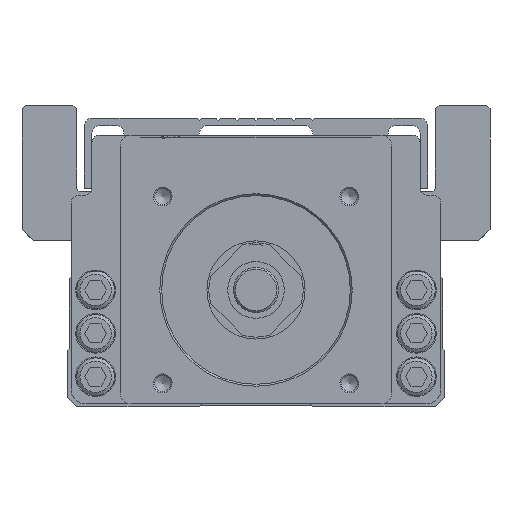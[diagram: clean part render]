
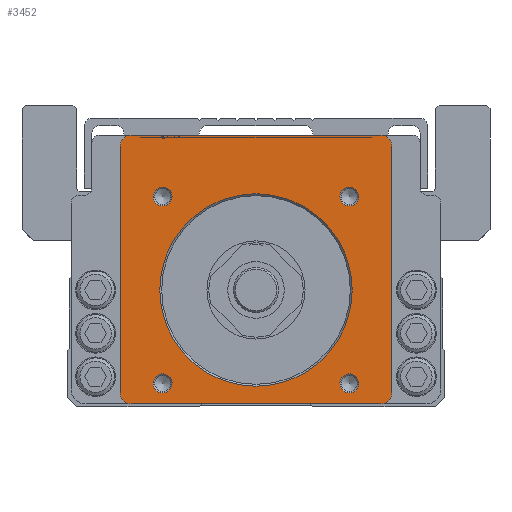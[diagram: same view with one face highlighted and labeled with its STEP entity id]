
A CAD part, front view. The second image highlights one B-rep face of the part: STEP entity #3452.
In plain terms, the highlighted planar face has unit normal (0, -1, 0).
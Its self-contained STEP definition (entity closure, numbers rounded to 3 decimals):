
#1332=FACE_BOUND('',#7135,.T.);
#1333=FACE_BOUND('',#7136,.T.);
#1334=FACE_BOUND('',#7137,.T.);
#1335=FACE_BOUND('',#7138,.T.);
#1336=FACE_BOUND('',#7139,.T.);
#1337=FACE_BOUND('',#7140,.T.);
#2077=CIRCLE('',#25601,25.5);
#2178=CIRCLE('',#25998,3.);
#2180=CIRCLE('',#26001,3.);
#2208=CIRCLE('',#26058,2.5);
#2211=CIRCLE('',#26064,2.5);
#2214=CIRCLE('',#26070,2.5);
#2217=CIRCLE('',#26076,2.5);
#2220=CIRCLE('',#26083,3.);
#2221=CIRCLE('',#26084,3.);
#3452=ADVANCED_FACE('',(#1332,#1333,#1334,#1335,#1336,#1337),#4573,.T.);
#4573=PLANE('',#26085);
#7135=EDGE_LOOP('',(#12459));
#7136=EDGE_LOOP('',(#12460));
#7137=EDGE_LOOP('',(#12461));
#7138=EDGE_LOOP('',(#12462));
#7139=EDGE_LOOP('',(#12463));
#7140=EDGE_LOOP('',(#12464,#12465,#12466,#12467,#12468,#12469,#12470,#12471));
#12459=ORIENTED_EDGE('',*,*,#18162,.T.);
#12460=ORIENTED_EDGE('',*,*,#18985,.T.);
#12461=ORIENTED_EDGE('',*,*,#18988,.T.);
#12462=ORIENTED_EDGE('',*,*,#18991,.T.);
#12463=ORIENTED_EDGE('',*,*,#18994,.T.);
#12464=ORIENTED_EDGE('',*,*,#18997,.T.);
#12465=ORIENTED_EDGE('',*,*,#18895,.T.);
#12466=ORIENTED_EDGE('',*,*,#18998,.T.);
#12467=ORIENTED_EDGE('',*,*,#18999,.T.);
#12468=ORIENTED_EDGE('',*,*,#19000,.T.);
#12469=ORIENTED_EDGE('',*,*,#19001,.T.);
#12470=ORIENTED_EDGE('',*,*,#19002,.T.);
#12471=ORIENTED_EDGE('',*,*,#18891,.T.);
#15397=VERTEX_POINT('',#37330);
#15901=VERTEX_POINT('',#39440);
#15902=VERTEX_POINT('',#39442);
#15905=VERTEX_POINT('',#39449);
#15906=VERTEX_POINT('',#39451);
#15978=VERTEX_POINT('',#39703);
#15982=VERTEX_POINT('',#39713);
#15986=VERTEX_POINT('',#39723);
#15990=VERTEX_POINT('',#39733);
#15994=VERTEX_POINT('',#39745);
#15995=VERTEX_POINT('',#39747);
#15996=VERTEX_POINT('',#39749);
#15997=VERTEX_POINT('',#39751);
#18162=EDGE_CURVE('',#15397,#15397,#2077,.T.);
#18891=EDGE_CURVE('',#15902,#15901,#2178,.T.);
#18895=EDGE_CURVE('',#15906,#15905,#2180,.T.);
#18985=EDGE_CURVE('',#15978,#15978,#2208,.T.);
#18988=EDGE_CURVE('',#15982,#15982,#2211,.T.);
#18991=EDGE_CURVE('',#15986,#15986,#2214,.T.);
#18994=EDGE_CURVE('',#15990,#15990,#2217,.T.);
#18997=EDGE_CURVE('',#15901,#15906,#21625,.T.);
#18998=EDGE_CURVE('',#15905,#15994,#21626,.T.);
#18999=EDGE_CURVE('',#15994,#15995,#2220,.T.);
#19000=EDGE_CURVE('',#15995,#15996,#21627,.T.);
#19001=EDGE_CURVE('',#15996,#15997,#2221,.T.);
#19002=EDGE_CURVE('',#15997,#15902,#21628,.T.);
#21625=LINE('',#39743,#24030);
#21626=LINE('',#39744,#24031);
#21627=LINE('',#39748,#24032);
#21628=LINE('',#39752,#24033);
#24030=VECTOR('',#31675,1.);
#24031=VECTOR('',#31676,1.);
#24032=VECTOR('',#31679,1.);
#24033=VECTOR('',#31682,1.);
#25601=AXIS2_PLACEMENT_3D('',#37329,#30054,#30055);
#25998=AXIS2_PLACEMENT_3D('',#39441,#31452,#31453);
#26001=AXIS2_PLACEMENT_3D('',#39450,#31460,#31461);
#26058=AXIS2_PLACEMENT_3D('',#39702,#31625,#31626);
#26064=AXIS2_PLACEMENT_3D('',#39712,#31637,#31638);
#26070=AXIS2_PLACEMENT_3D('',#39722,#31649,#31650);
#26076=AXIS2_PLACEMENT_3D('',#39732,#31661,#31662);
#26083=AXIS2_PLACEMENT_3D('',#39746,#31677,#31678);
#26084=AXIS2_PLACEMENT_3D('',#39750,#31680,#31681);
#26085=AXIS2_PLACEMENT_3D('',#39753,#31683,#31684);
#30054=DIRECTION('',(0.,1.,0.));
#30055=DIRECTION('',(0.,0.,-1.));
#31452=DIRECTION('',(0.,-1.,0.));
#31453=DIRECTION('',(0.,0.,-1.));
#31460=DIRECTION('',(0.,-1.,0.));
#31461=DIRECTION('',(0.,0.,-1.));
#31625=DIRECTION('',(0.,1.,0.));
#31626=DIRECTION('',(0.,0.,-1.));
#31637=DIRECTION('',(0.,1.,0.));
#31638=DIRECTION('',(0.,0.,-1.));
#31649=DIRECTION('',(0.,1.,0.));
#31650=DIRECTION('',(0.,0.,-1.));
#31661=DIRECTION('',(0.,1.,0.));
#31662=DIRECTION('',(0.,0.,-1.));
#31675=DIRECTION('',(1.,0.,0.));
#31676=DIRECTION('',(0.,0.,1.));
#31677=DIRECTION('',(0.,-1.,0.));
#31678=DIRECTION('',(0.,0.,-1.));
#31679=DIRECTION('',(-1.,0.,0.));
#31680=DIRECTION('',(0.,-1.,0.));
#31681=DIRECTION('',(0.,0.,-1.));
#31682=DIRECTION('',(0.,0.,-1.));
#31683=DIRECTION('',(0.,-1.,0.));
#31684=DIRECTION('',(0.,0.,1.));
#37329=CARTESIAN_POINT('',(0.,-299.9,-24.));
#37330=CARTESIAN_POINT('',(0.,-299.9,-49.5));
#39440=CARTESIAN_POINT('',(-33.,-299.9,-54.2));
#39441=CARTESIAN_POINT('',(-33.,-299.9,-51.2));
#39442=CARTESIAN_POINT('',(-36.,-299.9,-51.2));
#39449=CARTESIAN_POINT('',(36.,-299.9,-51.2));
#39450=CARTESIAN_POINT('',(33.,-299.9,-51.2));
#39451=CARTESIAN_POINT('',(33.,-299.9,-54.2));
#39702=CARTESIAN_POINT('',(-24.749,-299.9,-48.749));
#39703=CARTESIAN_POINT('',(-24.749,-299.9,-51.249));
#39712=CARTESIAN_POINT('',(-24.749,-299.9,0.749));
#39713=CARTESIAN_POINT('',(-24.749,-299.9,-1.751));
#39722=CARTESIAN_POINT('',(24.749,-299.9,0.749));
#39723=CARTESIAN_POINT('',(24.749,-299.9,-1.751));
#39732=CARTESIAN_POINT('',(24.749,-299.9,-48.749));
#39733=CARTESIAN_POINT('',(24.749,-299.9,-51.249));
#39743=CARTESIAN_POINT('',(-49.,-299.9,-54.2));
#39744=CARTESIAN_POINT('',(36.,-299.9,-54.5));
#39745=CARTESIAN_POINT('',(36.,-299.9,14.));
#39746=CARTESIAN_POINT('',(33.,-299.9,14.));
#39747=CARTESIAN_POINT('',(33.,-299.9,17.));
#39748=CARTESIAN_POINT('',(33.,-299.9,17.));
#39749=CARTESIAN_POINT('',(-33.,-299.9,17.));
#39750=CARTESIAN_POINT('',(-33.,-299.9,14.));
#39751=CARTESIAN_POINT('',(-36.,-299.9,14.));
#39752=CARTESIAN_POINT('',(-36.,-299.9,12.));
#39753=CARTESIAN_POINT('',(-33.,-299.9,12.));
